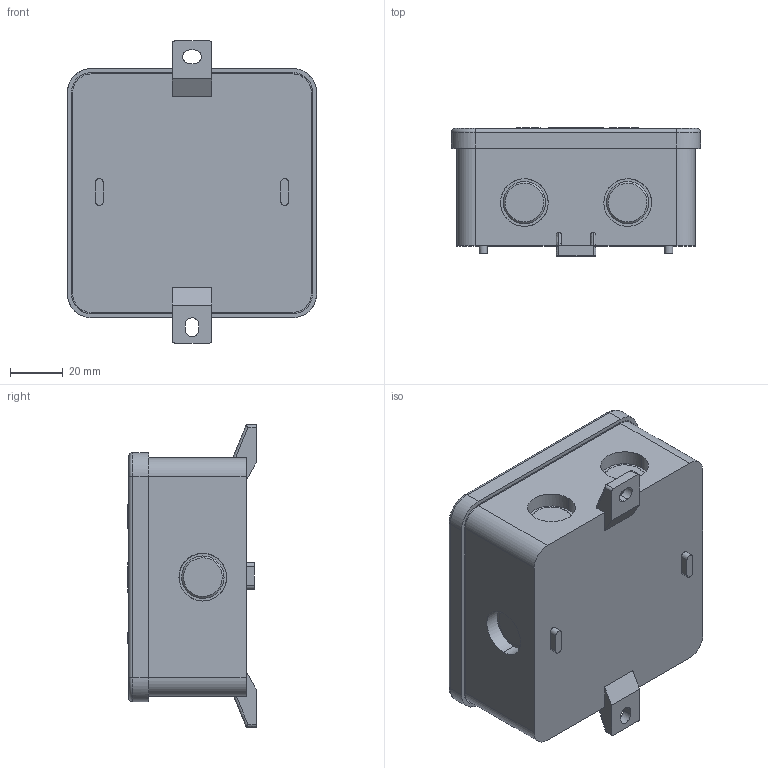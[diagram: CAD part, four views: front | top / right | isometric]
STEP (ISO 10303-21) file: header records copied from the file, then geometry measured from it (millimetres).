
FILE_DESCRIPTION(/* description */ (''),/* implementation_level */ '2;1');
FILE_NAME(/* name */ '2001934',/* time_stamp */ '2015-12-01T11:06:59+01:00',/* author */ (''),/* organization */ (''),/* preprocessor_version */ 'ST-DEVELOPER v15',/* originating_system */ '',/* authorisation */ '');
FILE_SCHEMA (('CONFIG_CONTROL_DESIGN'));
Length unit declared in the file: millimetre
Products named in the file (1): Document
Bounding box: 94 x 48.42 x 114 mm (x, y, z)
Volume: 42101.2 mm3; surface area: 68916.2 mm2
Topology: 5 solids, 6 shells, 1258 faces, 3425 edges, 2267 vertices
Faces by surface type: plane 1039, bspline 219
Entity records: 38099 total; most frequent: CARTESIAN_POINT 15590, ORIENTED_EDGE 6839, EDGE_CURVE 3425, B_SPLINE_CURVE_WITH_KNOTS 2772, VERTEX_POINT 2267, EDGE_LOOP 1362, ADVANCED_FACE 1258, FACE_OUTER_BOUND 1258
